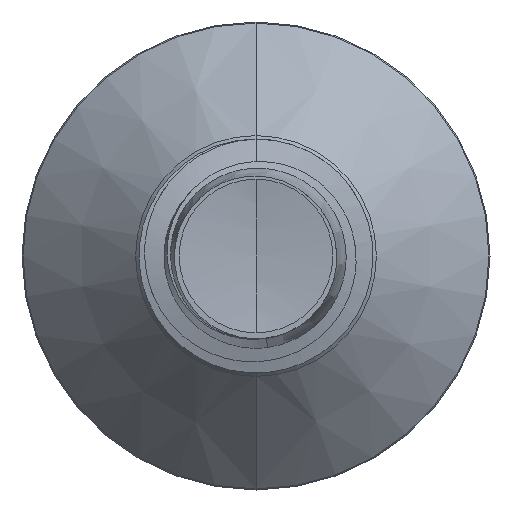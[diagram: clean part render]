
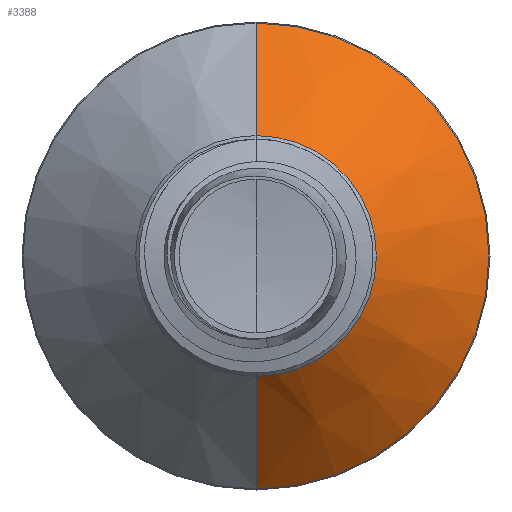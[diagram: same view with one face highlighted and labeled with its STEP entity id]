
A CAD part, front view. The second image highlights one B-rep face of the part: STEP entity #3388.
In plain terms, the highlighted conical face has half-angle 45 degrees and reference radius 3.088 mm.
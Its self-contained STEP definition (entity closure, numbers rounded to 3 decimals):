
#303 = DIRECTION ( 'NONE',  ( 0., 0.707, -0.707 ) ) ;
#698 = VECTOR ( 'NONE', #303, 1000. ) ;
#748 = CARTESIAN_POINT ( 'NONE',  ( 0., 3.239, 3.089 ) ) ;
#1538 = LINE ( 'NONE', #8538, #698 ) ;
#1832 = VERTEX_POINT ( 'NONE', #7108 ) ;
#2173 = CARTESIAN_POINT ( 'NONE',  ( 0., 3.239, 0. ) ) ;
#2428 = EDGE_LOOP ( 'NONE', ( #3732, #3799, #3880, #3993 ) ) ;
#3269 = VERTEX_POINT ( 'NONE', #10039 ) ;
#3287 = CIRCLE ( 'NONE', #11385, 3.089 ) ;
#3388 = ADVANCED_FACE ( 'NONE', ( #11034 ), #6658, .T. ) ;
#3732 = ORIENTED_EDGE ( 'NONE', *, *, #12119, .T. ) ;
#3740 = DIRECTION ( 'NONE',  ( 0., 1., 0. ) ) ;
#3790 = VERTEX_POINT ( 'NONE', #11841 ) ;
#3799 = ORIENTED_EDGE ( 'NONE', *, *, #7306, .T. ) ;
#3880 = ORIENTED_EDGE ( 'NONE', *, *, #11877, .F. ) ;
#3993 = ORIENTED_EDGE ( 'NONE', *, *, #10911, .F. ) ;
#4999 = VECTOR ( 'NONE', #6087, 1000. ) ;
#5076 = CARTESIAN_POINT ( 'NONE',  ( 0., 6.124, 0. ) ) ;
#5387 = DIRECTION ( 'NONE',  ( 0., 0., 1. ) ) ;
#6071 = DIRECTION ( 'NONE',  ( 0., 0., 1. ) ) ;
#6087 = DIRECTION ( 'NONE',  ( 0., 0.707, 0.707 ) ) ;
#6552 = CARTESIAN_POINT ( 'NONE',  ( 0., 3.239, 3.089 ) ) ;
#6658 = CONICAL_SURFACE ( 'NONE', #7091, 3.089, 0.785 ) ;
#7091 = AXIS2_PLACEMENT_3D ( 'NONE', #2173, #12275, #5387 ) ;
#7108 = CARTESIAN_POINT ( 'NONE',  ( 0., 3.239, -3.089 ) ) ;
#7188 = CIRCLE ( 'NONE', #10881, 5.974 ) ;
#7306 = EDGE_CURVE ( 'NONE', #1832, #3790, #1538, .T. ) ;
#8244 = VERTEX_POINT ( 'NONE', #6552 ) ;
#8538 = CARTESIAN_POINT ( 'NONE',  ( 0., 3.239, -3.089 ) ) ;
#9086 = LINE ( 'NONE', #748, #4999 ) ;
#9528 = CARTESIAN_POINT ( 'NONE',  ( 0., 3.239, 0. ) ) ;
#10039 = CARTESIAN_POINT ( 'NONE',  ( 0., 6.124, 5.974 ) ) ;
#10462 = DIRECTION ( 'NONE',  ( 0., 0., 1. ) ) ;
#10881 = AXIS2_PLACEMENT_3D ( 'NONE', #5076, #11494, #6071 ) ;
#10911 = EDGE_CURVE ( 'NONE', #8244, #3269, #9086, .T. ) ;
#11034 = FACE_OUTER_BOUND ( 'NONE', #2428, .T. ) ;
#11385 = AXIS2_PLACEMENT_3D ( 'NONE', #9528, #3740, #10462 ) ;
#11494 = DIRECTION ( 'NONE',  ( 0., 1., 0. ) ) ;
#11841 = CARTESIAN_POINT ( 'NONE',  ( 0., 6.124, -5.974 ) ) ;
#11877 = EDGE_CURVE ( 'NONE', #3269, #3790, #7188, .T. ) ;
#12119 = EDGE_CURVE ( 'NONE', #8244, #1832, #3287, .T. ) ;
#12275 = DIRECTION ( 'NONE',  ( 0., 1., 0. ) ) ;
